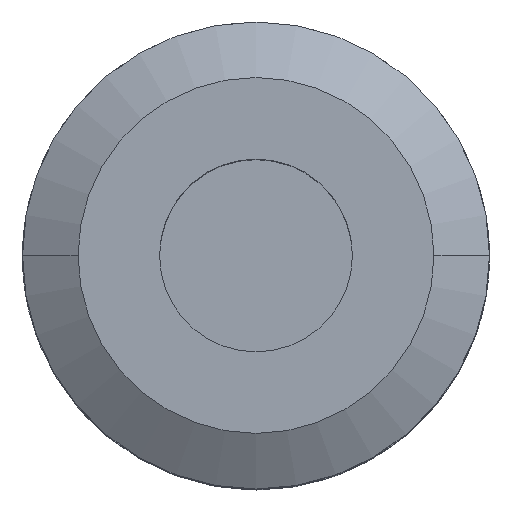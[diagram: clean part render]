
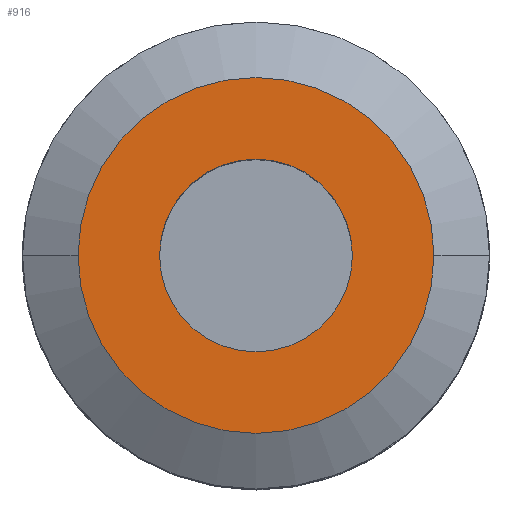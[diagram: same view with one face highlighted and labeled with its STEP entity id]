
A CAD part, top view. The second image highlights one B-rep face of the part: STEP entity #916.
In plain terms, the highlighted planar face has unit normal (0, 0, 1).
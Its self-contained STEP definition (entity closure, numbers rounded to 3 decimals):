
#40 = CIRCLE ( 'NONE', #1505, 13. ) ;
#117 = CIRCLE ( 'NONE', #1263, 24. ) ;
#252 = DIRECTION ( 'NONE',  ( 1., 0., 0. ) ) ;
#263 = CARTESIAN_POINT ( 'NONE',  ( -24., 0., 80. ) ) ;
#299 = DIRECTION ( 'NONE',  ( 0., 0., 1. ) ) ;
#365 = EDGE_CURVE ( 'NONE', #372, #2144, #1968, .T. ) ;
#372 = VERTEX_POINT ( 'NONE', #2758 ) ;
#403 = AXIS2_PLACEMENT_3D ( 'NONE', #2317, #517, #2591 ) ;
#511 = CIRCLE ( 'NONE', #403, 24. ) ;
#517 = DIRECTION ( 'NONE',  ( 0., 0., -1. ) ) ;
#593 = CARTESIAN_POINT ( 'NONE',  ( 0., 24., 80. ) ) ;
#663 = DIRECTION ( 'NONE',  ( 0., 0., -1. ) ) ;
#821 = EDGE_CURVE ( 'NONE', #1616, #1072, #117, .T. ) ;
#835 = ORIENTED_EDGE ( 'NONE', *, *, #3151, .T. ) ;
#855 = PLANE ( 'NONE',  #2637 ) ;
#916 = ADVANCED_FACE ( 'NONE', ( #2347, #3796 ), #855, .T. ) ;
#1067 = ORIENTED_EDGE ( 'NONE', *, *, #365, .T. ) ;
#1072 = VERTEX_POINT ( 'NONE', #2318 ) ;
#1187 = EDGE_LOOP ( 'NONE', ( #835, #1067 ) ) ;
#1263 = AXIS2_PLACEMENT_3D ( 'NONE', #2424, #2703, #2608 ) ;
#1360 = EDGE_LOOP ( 'NONE', ( #2969, #3085 ) ) ;
#1505 = AXIS2_PLACEMENT_3D ( 'NONE', #1575, #3620, #1884 ) ;
#1575 = CARTESIAN_POINT ( 'NONE',  ( 0., 0., 80. ) ) ;
#1616 = VERTEX_POINT ( 'NONE', #263 ) ;
#1884 = DIRECTION ( 'NONE',  ( -1., 0., 0. ) ) ;
#1968 = CIRCLE ( 'NONE', #2225, 13. ) ;
#2144 = VERTEX_POINT ( 'NONE', #2655 ) ;
#2225 = AXIS2_PLACEMENT_3D ( 'NONE', #3661, #663, #3004 ) ;
#2317 = CARTESIAN_POINT ( 'NONE',  ( 0., 0., 80. ) ) ;
#2318 = CARTESIAN_POINT ( 'NONE',  ( 24., 0., 80. ) ) ;
#2347 = FACE_BOUND ( 'NONE', #1187, .T. ) ;
#2424 = CARTESIAN_POINT ( 'NONE',  ( 0., 0., 80. ) ) ;
#2591 = DIRECTION ( 'NONE',  ( -1., 0., 0. ) ) ;
#2608 = DIRECTION ( 'NONE',  ( -1., 0., 0. ) ) ;
#2637 = AXIS2_PLACEMENT_3D ( 'NONE', #593, #299, #252 ) ;
#2655 = CARTESIAN_POINT ( 'NONE',  ( -13., 0., 80. ) ) ;
#2703 = DIRECTION ( 'NONE',  ( 0., 0., -1. ) ) ;
#2758 = CARTESIAN_POINT ( 'NONE',  ( 13., 0., 80. ) ) ;
#2969 = ORIENTED_EDGE ( 'NONE', *, *, #821, .F. ) ;
#3004 = DIRECTION ( 'NONE',  ( -1., 0., 0. ) ) ;
#3085 = ORIENTED_EDGE ( 'NONE', *, *, #3564, .F. ) ;
#3151 = EDGE_CURVE ( 'NONE', #2144, #372, #40, .T. ) ;
#3564 = EDGE_CURVE ( 'NONE', #1072, #1616, #511, .T. ) ;
#3620 = DIRECTION ( 'NONE',  ( 0., 0., -1. ) ) ;
#3661 = CARTESIAN_POINT ( 'NONE',  ( 0., 0., 80. ) ) ;
#3796 = FACE_OUTER_BOUND ( 'NONE', #1360, .T. ) ;
